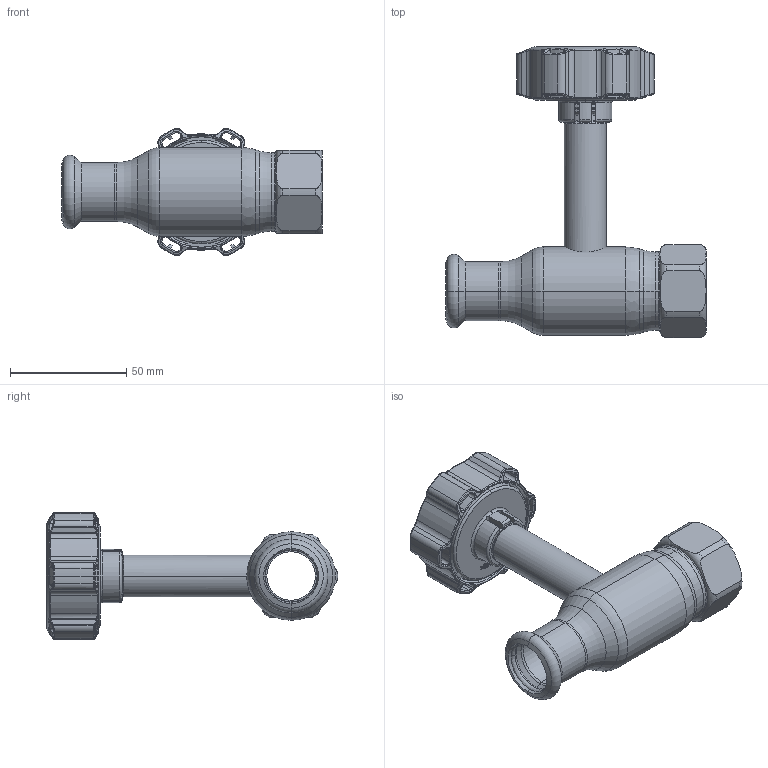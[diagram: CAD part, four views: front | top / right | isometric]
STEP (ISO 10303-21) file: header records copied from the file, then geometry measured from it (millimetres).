
FILE_DESCRIPTION (( 'STEP AP214' ), '1' );
FILE_NAME ('1020001001-1200.step', '2024-01-16T10:02:51', ( '' ), ( '' ), 'SwSTEP 2.0', 'SolidWorks 2021', '' );
FILE_SCHEMA (( 'AUTOMOTIVE_DESIGN' ));
Length unit declared in the file: millimetre
Products named in the file (1): 1020001001-1200
Bounding box: 112.05 x 125.09 x 54.57 mm (x, y, z)
Surface area: 34957.4 mm2 (no closed solid volume)
Topology: 0 solids, 11 shells, 540 faces, 1594 edges, 1036 vertices
Faces by surface type: bspline 172, cylinder 134, plane 93, torus 89, cone 52
Entity records: 33775 total; most frequent: CARTESIAN_POINT 15115, ORIENTED_EDGE 2807, DIRECTION 2245, EDGE_CURVE 1590, VERTEX_POINT 1036, AXIS2_PLACEMENT_3D 908, B_SPLINE_CURVE_WITH_KNOTS 592, EDGE_LOOP 574
